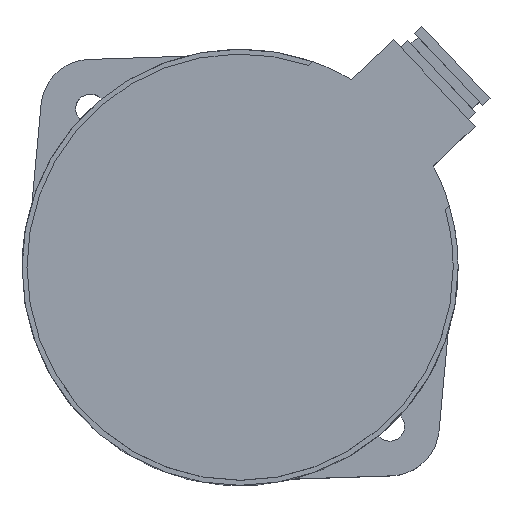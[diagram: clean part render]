
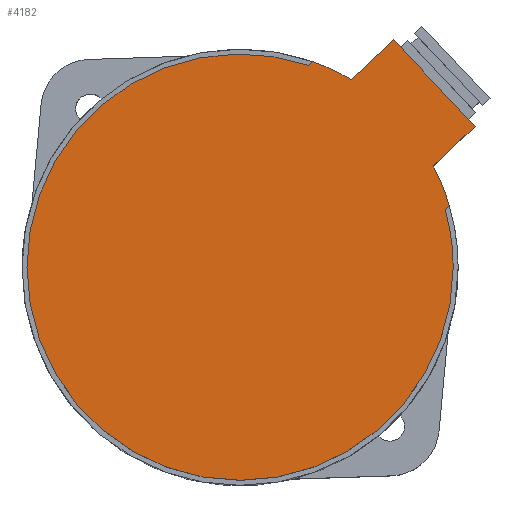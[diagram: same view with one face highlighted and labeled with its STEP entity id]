
A CAD part, top view. The second image highlights one B-rep face of the part: STEP entity #4182.
In plain terms, the highlighted planar face has unit normal (0, 0, 1).
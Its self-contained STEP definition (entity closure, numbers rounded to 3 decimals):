
#155 = ORIENTED_EDGE ( 'NONE', *, *, #4092, .F. ) ;
#160 = ORIENTED_EDGE ( 'NONE', *, *, #3570, .T. ) ;
#162 = ORIENTED_EDGE ( 'NONE', *, *, #4084, .T. ) ;
#173 = ORIENTED_EDGE ( 'NONE', *, *, #3559, .T. ) ;
#174 = ORIENTED_EDGE ( 'NONE', *, *, #4088, .T. ) ;
#175 = ORIENTED_EDGE ( 'NONE', *, *, #4079, .T. ) ;
#181 = ORIENTED_EDGE ( 'NONE', *, *, #3544, .T. ) ;
#183 = ORIENTED_EDGE ( 'NONE', *, *, #4089, .T. ) ;
#186 = ORIENTED_EDGE ( 'NONE', *, *, #4097, .F. ) ;
#193 = ORIENTED_EDGE ( 'NONE', *, *, #3513, .T. ) ;
#327 = VERTEX_POINT ( 'NONE', #7091 ) ;
#364 = VERTEX_POINT ( 'NONE', #6953 ) ;
#643 = VECTOR ( 'NONE', #3240, 1000. ) ;
#1578 = DIRECTION ( 'NONE',  ( 1., 0., 0. ) ) ;
#1580 = DIRECTION ( 'NONE',  ( 0., 0., 1. ) ) ;
#1647 = PLANE ( 'NONE',  #8492 ) ;
#1686 = CARTESIAN_POINT ( 'NONE',  ( -1.861, 2.663, 28. ) ) ;
#1720 = AXIS2_PLACEMENT_3D ( 'NONE', #5083, #4840, #5085 ) ;
#1859 = CIRCLE ( 'NONE', #1720, 22. ) ;
#2881 = EDGE_LOOP ( 'NONE', ( #183, #174, #181, #173, #175, #160, #186, #155, #162, #193 ) ) ;
#3177 = DIRECTION ( 'NONE',  ( 0.727, 0.686, 0. ) ) ;
#3185 = CARTESIAN_POINT ( 'NONE',  ( 19.236, 8.902, 28. ) ) ;
#3200 = CARTESIAN_POINT ( 'NONE',  ( 13.62, 25.6, 28. ) ) ;
#3201 = DIRECTION ( 'NONE',  ( -0.727, -0.686, 0. ) ) ;
#3218 = CARTESIAN_POINT ( 'NONE',  ( -1.861, 2.663, 28. ) ) ;
#3219 = DIRECTION ( 'NONE',  ( 0., 0., 1. ) ) ;
#3222 = DIRECTION ( 'NONE',  ( 1., 0., 0. ) ) ;
#3230 = DIRECTION ( 'NONE',  ( -0.727, -0.686, 0. ) ) ;
#3234 = CARTESIAN_POINT ( 'NONE',  ( 5.466, 23.407, 28. ) ) ;
#3239 = CARTESIAN_POINT ( 'NONE',  ( 13.62, 25.6, 28. ) ) ;
#3240 = DIRECTION ( 'NONE',  ( 0.686, -0.727, 0. ) ) ;
#3259 = CARTESIAN_POINT ( 'NONE',  ( 21.854, 16.87, 28. ) ) ;
#3260 = DIRECTION ( 'NONE',  ( -0.727, -0.686, 0. ) ) ;
#3513 = EDGE_CURVE ( 'NONE', #6022, #364, #1859, .T. ) ;
#3544 = EDGE_CURVE ( 'NONE', #6150, #6163, #10227, .T. ) ;
#3559 = EDGE_CURVE ( 'NONE', #6163, #6108, #10215, .T. ) ;
#3570 = EDGE_CURVE ( 'NONE', #6148, #6122, #10312, .T. ) ;
#4079 = EDGE_CURVE ( 'NONE', #6108, #6148, #6460, .T. ) ;
#4084 = EDGE_CURVE ( 'NONE', #327, #6022, #6463, .T. ) ;
#4088 = EDGE_CURVE ( 'NONE', #6060, #6150, #5653, .T. ) ;
#4089 = EDGE_CURVE ( 'NONE', #364, #6060, #6465, .T. ) ;
#4092 = EDGE_CURVE ( 'NONE', #327, #6162, #6467, .T. ) ;
#4097 = EDGE_CURVE ( 'NONE', #6162, #6122, #6471, .T. ) ;
#4182 = ADVANCED_FACE ( 'NONE', ( #9958 ), #1647, .T. ) ;
#4768 = DIRECTION ( 'NONE',  ( 0., 0., 1. ) ) ;
#4772 = CARTESIAN_POINT ( 'NONE',  ( -1.861, 2.663, 28. ) ) ;
#4773 = DIRECTION ( 'NONE',  ( 0., 0., 1. ) ) ;
#4775 = DIRECTION ( 'NONE',  ( 1., 0., 0. ) ) ;
#4808 = DIRECTION ( 'NONE',  ( 1., 0., 0. ) ) ;
#4840 = DIRECTION ( 'NONE',  ( 0., 0., 1. ) ) ;
#5064 = CARTESIAN_POINT ( 'NONE',  ( -1.861, 2.663, 28. ) ) ;
#5067 = DIRECTION ( 'NONE',  ( 0., 0., 1. ) ) ;
#5083 = CARTESIAN_POINT ( 'NONE',  ( -1.861, 2.663, 28. ) ) ;
#5085 = DIRECTION ( 'NONE',  ( 1., 0., 0. ) ) ;
#5134 = CARTESIAN_POINT ( 'NONE',  ( -1.861, 2.663, 28. ) ) ;
#5136 = DIRECTION ( 'NONE',  ( 1., 0., 0. ) ) ;
#5635 = VECTOR ( 'NONE', #3177, 1000. ) ;
#5650 = VECTOR ( 'NONE', #3201, 1000. ) ;
#5652 = AXIS2_PLACEMENT_3D ( 'NONE', #3218, #3219, #3222 ) ;
#5653 = CIRCLE ( 'NONE', #5652, 21.5 ) ;
#5655 = VECTOR ( 'NONE', #3230, 1000. ) ;
#6022 = VERTEX_POINT ( 'NONE', #10888 ) ;
#6060 = VERTEX_POINT ( 'NONE', #10926 ) ;
#6108 = VERTEX_POINT ( 'NONE', #10974 ) ;
#6122 = VERTEX_POINT ( 'NONE', #10988 ) ;
#6148 = VERTEX_POINT ( 'NONE', #11014 ) ;
#6150 = VERTEX_POINT ( 'NONE', #11016 ) ;
#6162 = VERTEX_POINT ( 'NONE', #11028 ) ;
#6163 = VERTEX_POINT ( 'NONE', #11029 ) ;
#6460 = LINE ( 'NONE', #3185, #5635 ) ;
#6463 = LINE ( 'NONE', #3200, #5650 ) ;
#6465 = LINE ( 'NONE', #3234, #5655 ) ;
#6467 = LINE ( 'NONE', #3239, #643 ) ;
#6471 = LINE ( 'NONE', #3259, #10225 ) ;
#6953 = CARTESIAN_POINT ( 'NONE',  ( 5.466, 23.407, 28. ) ) ;
#7091 = CARTESIAN_POINT ( 'NONE',  ( 13.62, 25.6, 28. ) ) ;
#8492 = AXIS2_PLACEMENT_3D ( 'NONE', #1686, #1580, #1578 ) ;
#9958 = FACE_OUTER_BOUND ( 'NONE', #2881, .T. ) ;
#10215 = CIRCLE ( 'NONE', #10231, 21.5 ) ;
#10225 = VECTOR ( 'NONE', #3260, 1000. ) ;
#10227 = CIRCLE ( 'NONE', #10411, 21.5 ) ;
#10231 = AXIS2_PLACEMENT_3D ( 'NONE', #5064, #5067, #4808 ) ;
#10312 = CIRCLE ( 'NONE', #10330, 22. ) ;
#10330 = AXIS2_PLACEMENT_3D ( 'NONE', #5134, #4768, #5136 ) ;
#10411 = AXIS2_PLACEMENT_3D ( 'NONE', #4772, #4773, #4775 ) ;
#10888 = CARTESIAN_POINT ( 'NONE',  ( 9.363, 21.585, 28. ) ) ;
#10926 = CARTESIAN_POINT ( 'NONE',  ( 5.055, 23.02, 28. ) ) ;
#10974 = CARTESIAN_POINT ( 'NONE',  ( 18.827, 8.517, 28. ) ) ;
#10988 = CARTESIAN_POINT ( 'NONE',  ( 17.623, 12.88, 28. ) ) ;
#11014 = CARTESIAN_POINT ( 'NONE',  ( 19.236, 8.902, 28. ) ) ;
#11016 = CARTESIAN_POINT ( 'NONE',  ( -23.361, 2.663, 28. ) ) ;
#11028 = CARTESIAN_POINT ( 'NONE',  ( 21.854, 16.87, 28. ) ) ;
#11029 = CARTESIAN_POINT ( 'NONE',  ( 19.639, 2.663, 28. ) ) ;
